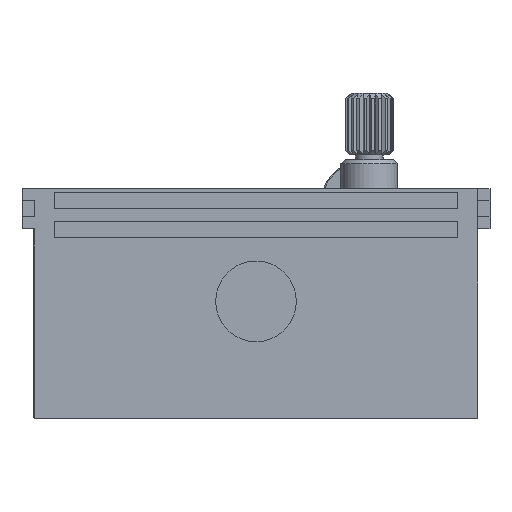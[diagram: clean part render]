
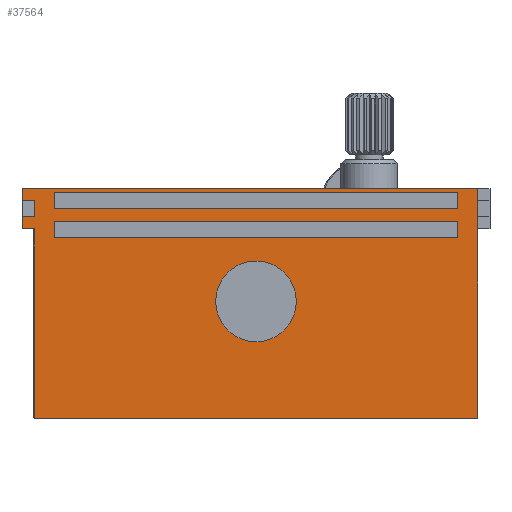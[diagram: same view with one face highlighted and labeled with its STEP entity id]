
A CAD part, front view. The second image highlights one B-rep face of the part: STEP entity #37564.
In plain terms, the highlighted planar face has unit normal (0, -1, 0).
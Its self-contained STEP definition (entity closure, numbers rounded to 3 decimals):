
#2637=LINE('',#59836,#6845);
#2643=LINE('',#59847,#6851);
#2650=LINE('',#59862,#6858);
#2651=LINE('',#59864,#6859);
#2652=LINE('',#59866,#6860);
#2653=LINE('',#59868,#6861);
#2654=LINE('',#59870,#6862);
#2655=LINE('',#59872,#6863);
#2656=LINE('',#59874,#6864);
#2657=LINE('',#59876,#6865);
#2658=LINE('',#59878,#6866);
#2659=LINE('',#59880,#6867);
#2660=LINE('',#59882,#6868);
#2661=LINE('',#59883,#6869);
#2662=LINE('',#59886,#6870);
#2663=LINE('',#59888,#6871);
#2664=LINE('',#59890,#6872);
#2665=LINE('',#59891,#6873);
#2666=LINE('',#59894,#6874);
#2667=LINE('',#59896,#6875);
#2668=LINE('',#59898,#6876);
#2669=LINE('',#59899,#6877);
#6845=VECTOR('',#46262,10.);
#6851=VECTOR('',#46270,10.);
#6858=VECTOR('',#46283,10.);
#6859=VECTOR('',#46284,10.);
#6860=VECTOR('',#46285,10.);
#6861=VECTOR('',#46286,10.);
#6862=VECTOR('',#46287,10.);
#6863=VECTOR('',#46288,10.);
#6864=VECTOR('',#46289,10.);
#6865=VECTOR('',#46290,10.);
#6866=VECTOR('',#46291,10.);
#6867=VECTOR('',#46292,10.);
#6868=VECTOR('',#46293,10.);
#6869=VECTOR('',#46294,10.);
#6870=VECTOR('',#46295,10.);
#6871=VECTOR('',#46296,10.);
#6872=VECTOR('',#46297,10.);
#6873=VECTOR('',#46298,10.);
#6874=VECTOR('',#46299,10.);
#6875=VECTOR('',#46300,10.);
#6876=VECTOR('',#46301,10.);
#6877=VECTOR('',#46302,10.);
#9564=FACE_BOUND('',#12733,.T.);
#9565=FACE_BOUND('',#12734,.T.);
#9566=FACE_BOUND('',#12735,.T.);
#10685=FACE_OUTER_BOUND('',#12732,.T.);
#12732=EDGE_LOOP('',(#28932,#28933,#28934,#28935,#28936,#28937,#28938,#28939,
#28940,#28941,#28942,#28943,#28944,#28945));
#12733=EDGE_LOOP('',(#28946));
#12734=EDGE_LOOP('',(#28947,#28948,#28949,#28950));
#12735=EDGE_LOOP('',(#28951,#28952,#28953,#28954));
#14294=CIRCLE('',#40106,5.);
#16383=VERTEX_POINT('',#59822);
#16388=VERTEX_POINT('',#59833);
#16389=VERTEX_POINT('',#59835);
#16393=VERTEX_POINT('',#59845);
#16398=VERTEX_POINT('',#59861);
#16399=VERTEX_POINT('',#59863);
#16400=VERTEX_POINT('',#59865);
#16401=VERTEX_POINT('',#59867);
#16402=VERTEX_POINT('',#59869);
#16403=VERTEX_POINT('',#59871);
#16404=VERTEX_POINT('',#59873);
#16405=VERTEX_POINT('',#59875);
#16406=VERTEX_POINT('',#59877);
#16407=VERTEX_POINT('',#59879);
#16408=VERTEX_POINT('',#59881);
#16409=VERTEX_POINT('',#59884);
#16410=VERTEX_POINT('',#59885);
#16411=VERTEX_POINT('',#59887);
#16412=VERTEX_POINT('',#59889);
#16413=VERTEX_POINT('',#59892);
#16414=VERTEX_POINT('',#59893);
#16415=VERTEX_POINT('',#59895);
#16416=VERTEX_POINT('',#59897);
#20834=EDGE_CURVE('',#16383,#16383,#14294,.T.);
#20839=EDGE_CURVE('',#16388,#16389,#2637,.T.);
#20845=EDGE_CURVE('',#16393,#16388,#2643,.T.);
#20852=EDGE_CURVE('',#16393,#16398,#2650,.T.);
#20853=EDGE_CURVE('',#16398,#16399,#2651,.T.);
#20854=EDGE_CURVE('',#16400,#16399,#2652,.T.);
#20855=EDGE_CURVE('',#16400,#16401,#2653,.T.);
#20856=EDGE_CURVE('',#16401,#16402,#2654,.T.);
#20857=EDGE_CURVE('',#16402,#16403,#2655,.T.);
#20858=EDGE_CURVE('',#16403,#16404,#2656,.T.);
#20859=EDGE_CURVE('',#16405,#16404,#2657,.T.);
#20860=EDGE_CURVE('',#16406,#16405,#2658,.T.);
#20861=EDGE_CURVE('',#16406,#16407,#2659,.T.);
#20862=EDGE_CURVE('',#16407,#16408,#2660,.T.);
#20863=EDGE_CURVE('',#16408,#16389,#2661,.T.);
#20864=EDGE_CURVE('',#16409,#16410,#2662,.T.);
#20865=EDGE_CURVE('',#16410,#16411,#2663,.T.);
#20866=EDGE_CURVE('',#16411,#16412,#2664,.T.);
#20867=EDGE_CURVE('',#16412,#16409,#2665,.T.);
#20868=EDGE_CURVE('',#16413,#16414,#2666,.T.);
#20869=EDGE_CURVE('',#16414,#16415,#2667,.T.);
#20870=EDGE_CURVE('',#16415,#16416,#2668,.T.);
#20871=EDGE_CURVE('',#16416,#16413,#2669,.T.);
#28932=ORIENTED_EDGE('',*,*,#20845,.F.);
#28933=ORIENTED_EDGE('',*,*,#20852,.T.);
#28934=ORIENTED_EDGE('',*,*,#20853,.T.);
#28935=ORIENTED_EDGE('',*,*,#20854,.F.);
#28936=ORIENTED_EDGE('',*,*,#20855,.T.);
#28937=ORIENTED_EDGE('',*,*,#20856,.T.);
#28938=ORIENTED_EDGE('',*,*,#20857,.T.);
#28939=ORIENTED_EDGE('',*,*,#20858,.T.);
#28940=ORIENTED_EDGE('',*,*,#20859,.F.);
#28941=ORIENTED_EDGE('',*,*,#20860,.F.);
#28942=ORIENTED_EDGE('',*,*,#20861,.T.);
#28943=ORIENTED_EDGE('',*,*,#20862,.T.);
#28944=ORIENTED_EDGE('',*,*,#20863,.T.);
#28945=ORIENTED_EDGE('',*,*,#20839,.F.);
#28946=ORIENTED_EDGE('',*,*,#20834,.T.);
#28947=ORIENTED_EDGE('',*,*,#20864,.T.);
#28948=ORIENTED_EDGE('',*,*,#20865,.T.);
#28949=ORIENTED_EDGE('',*,*,#20866,.T.);
#28950=ORIENTED_EDGE('',*,*,#20867,.T.);
#28951=ORIENTED_EDGE('',*,*,#20868,.T.);
#28952=ORIENTED_EDGE('',*,*,#20869,.T.);
#28953=ORIENTED_EDGE('',*,*,#20870,.T.);
#28954=ORIENTED_EDGE('',*,*,#20871,.T.);
#35021=PLANE('',#40111);
#37564=ADVANCED_FACE('',(#10685,#9564,#9565,#9566),#35021,.T.);
#40106=AXIS2_PLACEMENT_3D('',#59824,#46254,#46255);
#40111=AXIS2_PLACEMENT_3D('',#59860,#46281,#46282);
#46254=DIRECTION('center_axis',(0.,1.,0.));
#46255=DIRECTION('ref_axis',(-1.,0.,0.));
#46262=DIRECTION('',(-1.,0.,0.));
#46270=DIRECTION('',(0.,0.,1.));
#46281=DIRECTION('center_axis',(0.,-1.,0.));
#46282=DIRECTION('ref_axis',(1.,0.,0.));
#46283=DIRECTION('',(1.,0.,0.));
#46284=DIRECTION('',(0.,0.,1.));
#46285=DIRECTION('',(1.,0.,0.));
#46286=DIRECTION('',(0.,0.,1.));
#46287=DIRECTION('',(-1.,0.,0.));
#46288=DIRECTION('',(0.,0.,-1.));
#46289=DIRECTION('',(1.,0.,0.));
#46290=DIRECTION('',(0.,0.,1.));
#46291=DIRECTION('',(-1.,0.,0.));
#46292=DIRECTION('',(0.,0.,-1.));
#46293=DIRECTION('',(-1.,0.,0.));
#46294=DIRECTION('',(0.,0.,-1.));
#46295=DIRECTION('',(0.,0.,1.));
#46296=DIRECTION('',(1.,0.,0.));
#46297=DIRECTION('',(0.,0.,-1.));
#46298=DIRECTION('',(-1.,0.,0.));
#46299=DIRECTION('',(0.,0.,1.));
#46300=DIRECTION('',(1.,0.,0.));
#46301=DIRECTION('',(0.,0.,-1.));
#46302=DIRECTION('',(-1.,0.,0.));
#59822=CARTESIAN_POINT('',(17.947,-13.219,-9.474));
#59824=CARTESIAN_POINT('Origin',(12.947,-13.219,-9.474));
#59833=CARTESIAN_POINT('',(-14.553,-13.219,-0.5));
#59835=CARTESIAN_POINT('',(-16.053,-13.219,-0.5));
#59836=CARTESIAN_POINT('',(-14.553,-13.219,-0.5));
#59845=CARTESIAN_POINT('',(-14.553,-13.219,-24.));
#59847=CARTESIAN_POINT('',(-14.553,-13.219,-3.872));
#59860=CARTESIAN_POINT('Origin',(-14.553,-13.219,4.378));
#59861=CARTESIAN_POINT('',(40.447,-13.219,-24.));
#59862=CARTESIAN_POINT('',(-14.553,-13.219,-24.));
#59863=CARTESIAN_POINT('',(40.447,-13.219,4.5));
#59864=CARTESIAN_POINT('',(40.447,-13.219,4.378));
#59865=CARTESIAN_POINT('',(-14.553,-13.219,4.5));
#59866=CARTESIAN_POINT('',(26.697,-13.219,4.5));
#59867=CARTESIAN_POINT('',(-14.553,-13.219,4.5));
#59868=CARTESIAN_POINT('',(-14.553,-13.219,4.5));
#59869=CARTESIAN_POINT('',(-16.053,-13.219,4.5));
#59870=CARTESIAN_POINT('',(-14.553,-13.219,4.5));
#59871=CARTESIAN_POINT('',(-16.053,-13.219,3.));
#59872=CARTESIAN_POINT('',(-16.053,-13.219,4.5));
#59873=CARTESIAN_POINT('',(-14.553,-13.219,3.));
#59874=CARTESIAN_POINT('',(-14.553,-13.219,3.));
#59875=CARTESIAN_POINT('',(-14.553,-13.219,3.));
#59876=CARTESIAN_POINT('',(-14.553,-13.219,2.878));
#59877=CARTESIAN_POINT('',(-14.553,-13.219,3.));
#59878=CARTESIAN_POINT('',(-14.553,-13.219,3.));
#59879=CARTESIAN_POINT('',(-14.553,-13.219,1.));
#59880=CARTESIAN_POINT('',(-14.553,-13.219,-4.811));
#59881=CARTESIAN_POINT('',(-16.053,-13.219,1.));
#59882=CARTESIAN_POINT('',(-1.553,-13.219,1.));
#59883=CARTESIAN_POINT('',(-16.053,-13.219,1.));
#59884=CARTESIAN_POINT('',(-12.053,-13.219,-1.6));
#59885=CARTESIAN_POINT('',(-12.053,-13.219,0.4));
#59886=CARTESIAN_POINT('',(-12.053,-13.219,2.389));
#59887=CARTESIAN_POINT('',(37.947,-13.219,0.4));
#59888=CARTESIAN_POINT('',(11.697,-13.219,0.4));
#59889=CARTESIAN_POINT('',(37.947,-13.219,-1.6));
#59890=CARTESIAN_POINT('',(37.947,-13.219,1.389));
#59891=CARTESIAN_POINT('',(-13.303,-13.219,-1.6));
#59892=CARTESIAN_POINT('',(-12.053,-13.219,2.));
#59893=CARTESIAN_POINT('',(-12.053,-13.219,4.));
#59894=CARTESIAN_POINT('',(-12.053,-13.219,4.189));
#59895=CARTESIAN_POINT('',(37.947,-13.219,4.));
#59896=CARTESIAN_POINT('',(11.697,-13.219,4.));
#59897=CARTESIAN_POINT('',(37.947,-13.219,2.));
#59898=CARTESIAN_POINT('',(37.947,-13.219,3.189));
#59899=CARTESIAN_POINT('',(-13.303,-13.219,2.));
